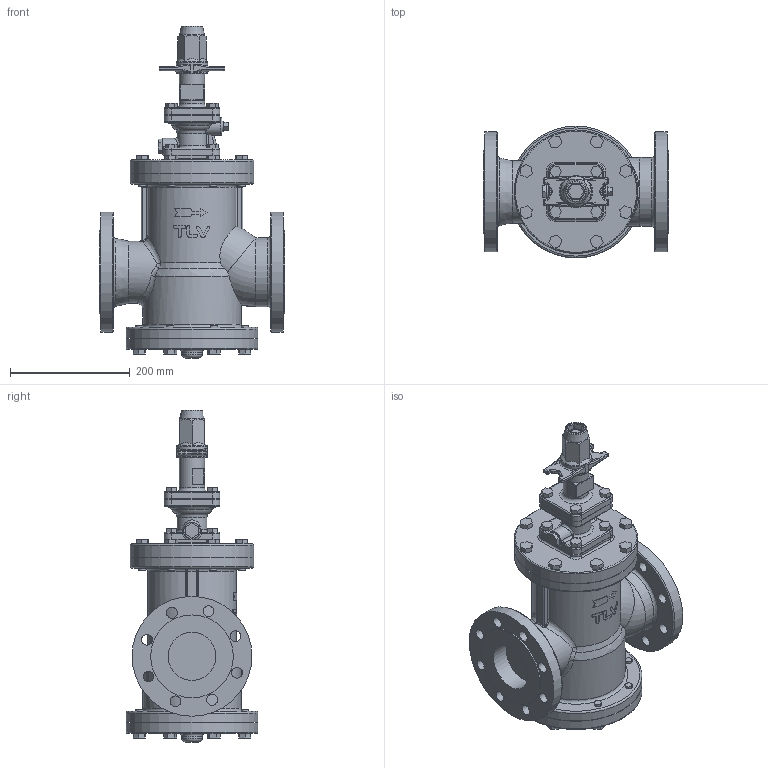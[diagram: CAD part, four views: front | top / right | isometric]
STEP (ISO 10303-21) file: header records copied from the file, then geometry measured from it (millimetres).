
FILE_DESCRIPTION((''),'2;1');
FILE_NAME('csr16-080-e0025-00.stp','2009-08-28T13:36:01',('nakaot'),(''),'Autodesk Inventor 2008','Autodesk Inventor 2008','');
FILE_SCHEMA(('AUTOMOTIVE_DESIGN { 1 0 10303 214 1 1 1 1 }'));
Length unit declared in the file: millimetre
Products named in the file (1): csr16-080-e0025-00
Bounding box: 310 x 220 x 554 mm (x, y, z)
Volume: 10239606.5 mm3; surface area: 617050.1 mm2
Topology: 1 solids, 1 shells, 715 faces, 1707 edges, 1024 vertices
Faces by surface type: plane 317, cylinder 227, bspline 105, torus 38, sphere 19, cone 9
Full cylindrical faces by diameter (mm): 10 x8, 12 x32, 17 x1, 18 x8, 21 x1, 30 x1, 34 x1, 42 x1, 52 x1, 62.635 x1, 69.584 x1, 80 x2, 104 x1, 115 x1, 135.233 x1, 138 x1, 162.771 x1, 164 x1, 200 x1, 206 x2, 220 x2
Entity records: 26799 total; most frequent: CARTESIAN_POINT 11040, DIRECTION 3205, ORIENTED_EDGE 3106, EDGE_CURVE 1553, AXIS2_PLACEMENT_3D 1192, VERTEX_POINT 1014, EDGE_LOOP 961, VECTOR 821
